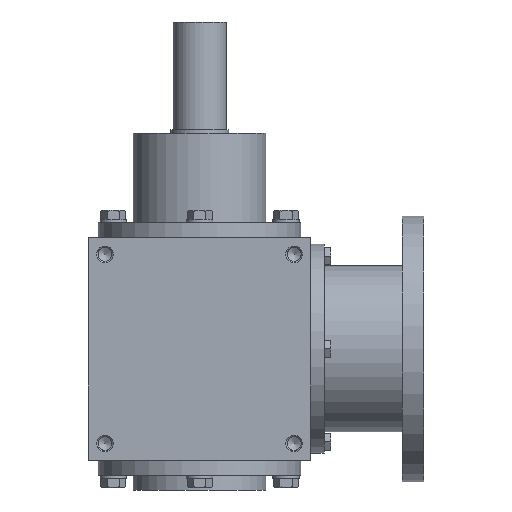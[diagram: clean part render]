
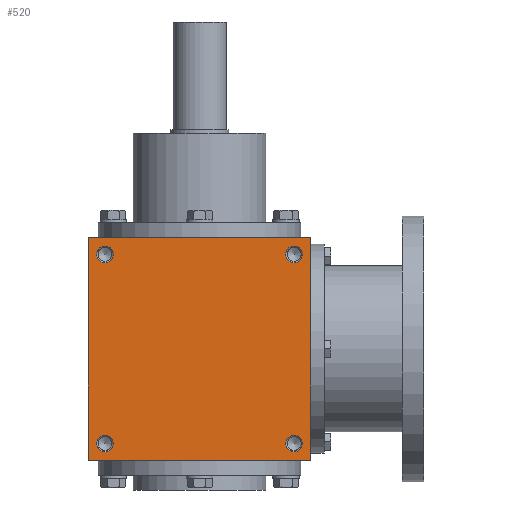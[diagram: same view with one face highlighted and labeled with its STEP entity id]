
A CAD part, front view. The second image highlights one B-rep face of the part: STEP entity #520.
In plain terms, the highlighted planar face has unit normal (0, -1, 0).
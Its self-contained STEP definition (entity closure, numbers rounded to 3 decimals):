
#520 = ADVANCED_FACE( '', ( #1070, #1071, #1072, #1073, #1074 ), #1075, .F. );
#1070 = FACE_BOUND( '', #1771, .T. );
#1071 = FACE_BOUND( '', #1772, .T. );
#1072 = FACE_BOUND( '', #1773, .T. );
#1073 = FACE_BOUND( '', #1774, .T. );
#1074 = FACE_OUTER_BOUND( '', #1775, .T. );
#1075 = PLANE( '', #1776 );
#1771 = EDGE_LOOP( '', ( #2715 ) );
#1772 = EDGE_LOOP( '', ( #2716 ) );
#1773 = EDGE_LOOP( '', ( #2717 ) );
#1774 = EDGE_LOOP( '', ( #2718 ) );
#1775 = EDGE_LOOP( '', ( #2719, #2720, #2721, #2722 ) );
#1776 = AXIS2_PLACEMENT_3D( '', #2723, #2724, #2725 );
#2715 = ORIENTED_EDGE( '', *, *, #3798, .T. );
#2716 = ORIENTED_EDGE( '', *, *, #3799, .T. );
#2717 = ORIENTED_EDGE( '', *, *, #3606, .F. );
#2718 = ORIENTED_EDGE( '', *, *, #3800, .F. );
#2719 = ORIENTED_EDGE( '', *, *, #3710, .T. );
#2720 = ORIENTED_EDGE( '', *, *, #3801, .F. );
#2721 = ORIENTED_EDGE( '', *, *, #3620, .F. );
#2722 = ORIENTED_EDGE( '', *, *, #3802, .T. );
#2723 = CARTESIAN_POINT( '', ( -67., -67., 67. ) );
#2724 = DIRECTION( '', ( 0., 1., 0. ) );
#2725 = DIRECTION( '', ( 0., 0., 1. ) );
#3606 = EDGE_CURVE( '', #4155, #4155, #4156, .T. );
#3620 = EDGE_CURVE( '', #4176, #4178, #4179, .T. );
#3710 = EDGE_CURVE( '', #4310, #4314, #4316, .T. );
#3798 = EDGE_CURVE( '', #4437, #4437, #4438, .T. );
#3799 = EDGE_CURVE( '', #4439, #4439, #4440, .T. );
#3800 = EDGE_CURVE( '', #4441, #4441, #4442, .T. );
#3801 = EDGE_CURVE( '', #4178, #4314, #4443, .T. );
#3802 = EDGE_CURVE( '', #4176, #4310, #4444, .T. );
#4155 = VERTEX_POINT( '', #4891 );
#4156 = CIRCLE( '', #4892, 5. );
#4176 = VERTEX_POINT( '', #4949 );
#4178 = VERTEX_POINT( '', #4952 );
#4179 = LINE( '', #4953, #4954 );
#4310 = VERTEX_POINT( '', #5145 );
#4314 = VERTEX_POINT( '', #5151 );
#4316 = LINE( '', #5154, #5155 );
#4437 = VERTEX_POINT( '', #5320 );
#4438 = CIRCLE( '', #5321, 5. );
#4439 = VERTEX_POINT( '', #5322 );
#4440 = CIRCLE( '', #5323, 5. );
#4441 = VERTEX_POINT( '', #5324 );
#4442 = CIRCLE( '', #5325, 5. );
#4443 = LINE( '', #5326, #5327 );
#4444 = LINE( '', #5328, #5329 );
#4891 = CARTESIAN_POINT( '', ( 57., -67., -62. ) );
#4892 = AXIS2_PLACEMENT_3D( '', #5838, #5839, #5840 );
#4949 = CARTESIAN_POINT( '', ( -67., -67., 67. ) );
#4952 = CARTESIAN_POINT( '', ( 67., -67., 67. ) );
#4953 = CARTESIAN_POINT( '', ( -67., -67., 67. ) );
#4954 = VECTOR( '', #5859, 1000. );
#5145 = CARTESIAN_POINT( '', ( -67., -67., -67. ) );
#5151 = CARTESIAN_POINT( '', ( 67., -67., -67. ) );
#5154 = CARTESIAN_POINT( '', ( -67., -67., -67. ) );
#5155 = VECTOR( '', #5987, 1000. );
#5320 = CARTESIAN_POINT( '', ( -57., -67., -52. ) );
#5321 = AXIS2_PLACEMENT_3D( '', #6115, #6116, #6117 );
#5322 = CARTESIAN_POINT( '', ( -57., -67., 62. ) );
#5323 = AXIS2_PLACEMENT_3D( '', #6118, #6119, #6120 );
#5324 = CARTESIAN_POINT( '', ( 57., -67., 52. ) );
#5325 = AXIS2_PLACEMENT_3D( '', #6121, #6122, #6123 );
#5326 = CARTESIAN_POINT( '', ( 67., -67., 67. ) );
#5327 = VECTOR( '', #6124, 1000. );
#5328 = CARTESIAN_POINT( '', ( -67., -67., 67. ) );
#5329 = VECTOR( '', #6125, 1000. );
#5838 = CARTESIAN_POINT( '', ( 57., -67., -57. ) );
#5839 = DIRECTION( '', ( 0., -1., 0. ) );
#5840 = DIRECTION( '', ( 0., 0., -1. ) );
#5859 = DIRECTION( '', ( 1., 0., 0. ) );
#5987 = DIRECTION( '', ( 1., 0., 0. ) );
#6115 = CARTESIAN_POINT( '', ( -57., -67., -57. ) );
#6116 = DIRECTION( '', ( 0., 1., 0. ) );
#6117 = DIRECTION( '', ( 0., 0., 1. ) );
#6118 = CARTESIAN_POINT( '', ( -57., -67., 57. ) );
#6119 = DIRECTION( '', ( 0., 1., 0. ) );
#6120 = DIRECTION( '', ( 0., 0., 1. ) );
#6121 = CARTESIAN_POINT( '', ( 57., -67., 57. ) );
#6122 = DIRECTION( '', ( 0., -1., 0. ) );
#6123 = DIRECTION( '', ( 0., 0., -1. ) );
#6124 = DIRECTION( '', ( 0., 0., -1. ) );
#6125 = DIRECTION( '', ( 0., 0., -1. ) );
